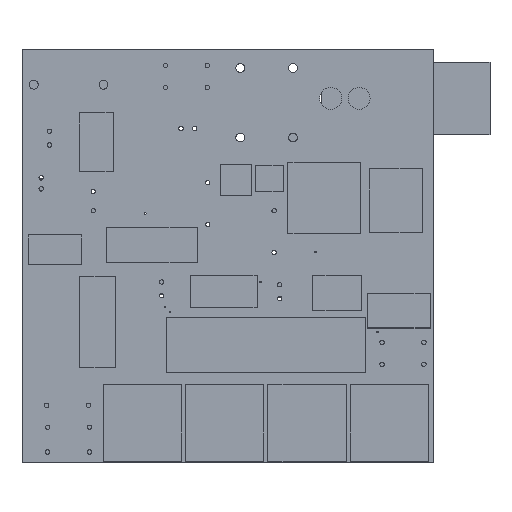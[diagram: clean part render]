
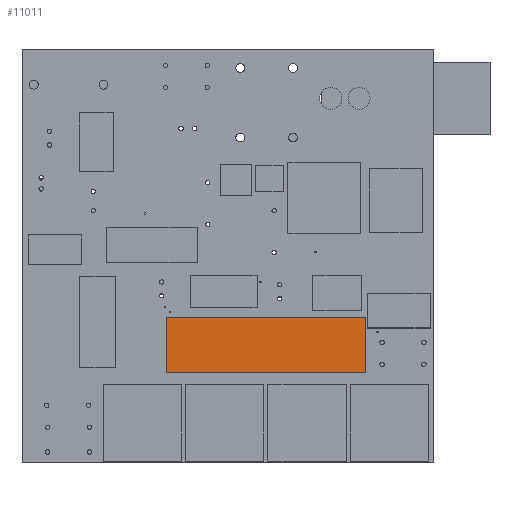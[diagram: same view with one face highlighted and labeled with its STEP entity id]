
A CAD part, top view. The second image highlights one B-rep face of the part: STEP entity #11011.
In plain terms, the highlighted planar face has unit normal (0, 0, 1).
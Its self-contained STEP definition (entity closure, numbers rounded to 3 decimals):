
#105 = EDGE_LOOP ( 'NONE', ( #9033, #996, #15841, #503 ) ) ;
#185 = CARTESIAN_POINT ( 'NONE',  ( 26.323, -83.527, 4.391 ) ) ;
#503 = ORIENTED_EDGE ( 'NONE', *, *, #4502, .T. ) ;
#996 = ORIENTED_EDGE ( 'NONE', *, *, #3573, .T. ) ;
#1457 = CARTESIAN_POINT ( 'NONE',  ( 26.323, -73.473, 4.391 ) ) ;
#2933 = DIRECTION ( 'NONE',  ( 0., -1., 0. ) ) ;
#3517 = CARTESIAN_POINT ( 'NONE',  ( 26.323, -83.527, 4.391 ) ) ;
#3573 = EDGE_CURVE ( 'NONE', #9372, #4951, #16992, .T. ) ;
#4218 = LINE ( 'NONE', #14703, #11505 ) ;
#4383 = AXIS2_PLACEMENT_3D ( 'NONE', #14534, #10668, #8004 ) ;
#4502 = EDGE_CURVE ( 'NONE', #4756, #12568, #16950, .T. ) ;
#4756 = VERTEX_POINT ( 'NONE', #3517 ) ;
#4951 = VERTEX_POINT ( 'NONE', #1457 ) ;
#5335 = EDGE_CURVE ( 'NONE', #12568, #9372, #12333, .T. ) ;
#5434 = DIRECTION ( 'NONE',  ( 1., 0., 0. ) ) ;
#6583 = VECTOR ( 'NONE', #5434, 1000. ) ;
#7644 = EDGE_CURVE ( 'NONE', #4951, #4756, #4218, .T. ) ;
#8004 = DIRECTION ( 'NONE',  ( 1., 0., 0. ) ) ;
#8541 = CARTESIAN_POINT ( 'NONE',  ( 62.677, -83.527, 4.391 ) ) ;
#9033 = ORIENTED_EDGE ( 'NONE', *, *, #5335, .T. ) ;
#9301 = PLANE ( 'NONE',  #4383 ) ;
#9372 = VERTEX_POINT ( 'NONE', #13851 ) ;
#10632 = DIRECTION ( 'NONE',  ( -1., 0., 0. ) ) ;
#10668 = DIRECTION ( 'NONE',  ( 0., 0., 1. ) ) ;
#11011 = ADVANCED_FACE ( 'NONE', ( #13170 ), #9301, .T. ) ;
#11505 = VECTOR ( 'NONE', #2933, 1000. ) ;
#12333 = LINE ( 'NONE', #8541, #15914 ) ;
#12568 = VERTEX_POINT ( 'NONE', #15824 ) ;
#13170 = FACE_OUTER_BOUND ( 'NONE', #105, .T. ) ;
#13780 = DIRECTION ( 'NONE',  ( 0., 1., 0. ) ) ;
#13851 = CARTESIAN_POINT ( 'NONE',  ( 62.677, -73.473, 4.391 ) ) ;
#14534 = CARTESIAN_POINT ( 'NONE',  ( 0., 0., 4.391 ) ) ;
#14703 = CARTESIAN_POINT ( 'NONE',  ( 26.323, -73.473, 4.391 ) ) ;
#14743 = CARTESIAN_POINT ( 'NONE',  ( 62.677, -73.473, 4.391 ) ) ;
#14775 = VECTOR ( 'NONE', #10632, 1000. ) ;
#15824 = CARTESIAN_POINT ( 'NONE',  ( 62.677, -83.527, 4.391 ) ) ;
#15841 = ORIENTED_EDGE ( 'NONE', *, *, #7644, .T. ) ;
#15914 = VECTOR ( 'NONE', #13780, 1000. ) ;
#16950 = LINE ( 'NONE', #185, #6583 ) ;
#16992 = LINE ( 'NONE', #14743, #14775 ) ;
